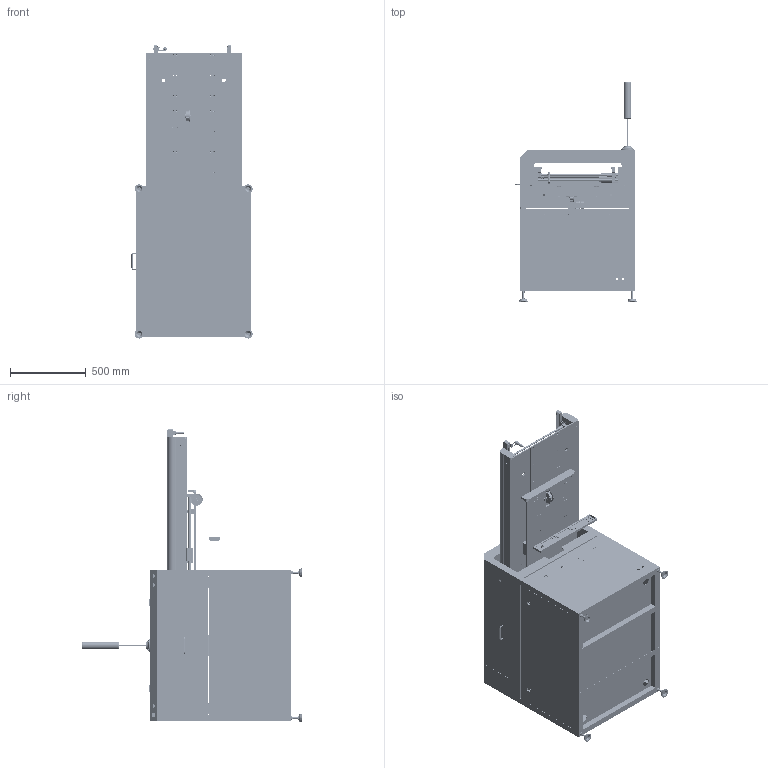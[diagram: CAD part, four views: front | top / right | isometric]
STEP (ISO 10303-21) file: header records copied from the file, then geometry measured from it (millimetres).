
FILE_DESCRIPTION (( 'STEP AP203' ), '1' );
FILE_NAME ('伸缩机.STEP', '2019-06-26T07:45:07', ( '微软用户' ), ( '微软中国' ), 'SwSTEP 2.0', 'SolidWorks 2014', '' );
FILE_SCHEMA (( 'CONFIG_CONTROL_DESIGN' ));
Products named in the file (1): 扥坫儂
Bounding box: 801.89 x 1451 x 1938.28 mm (x, y, z)
Volume: 38134264.8 mm3; surface area: 19315777.9 mm2
Topology: 188 solids, 192 shells, 8618 faces, 24751 edges, 15944 vertices
Faces by surface type: plane 3639, cylinder 3321, bspline 1004, cone 484, torus 170
Entity records: 312239 total; most frequent: CARTESIAN_POINT 88039, ORIENTED_EDGE 48462, DIRECTION 45497, EDGE_CURVE 24231, AXIS2_PLACEMENT_3D 16675, VERTEX_POINT 15944, LINE 12147, VECTOR 12147
